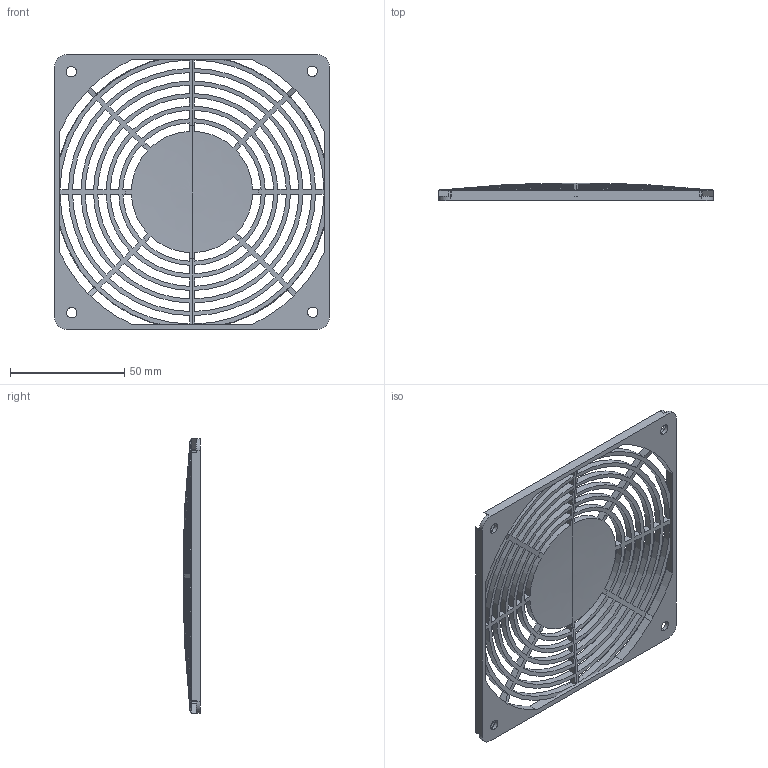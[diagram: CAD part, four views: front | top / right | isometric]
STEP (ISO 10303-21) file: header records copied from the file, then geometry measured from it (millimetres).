
FILE_DESCRIPTION((''),'2;1');
FILE_NAME('WANGZHAO','2018-05-17T',('108918'),(''),'PRO/ENGINEER BY PARAMETRIC TECHNOLOGY CORPORATION, 2013410','PRO/ENGINEER BY PARAMETRIC TECHNOLOGY CORPORATION, 2013410','');
FILE_SCHEMA(('CONFIG_CONTROL_DESIGN'));
Length unit declared in the file: millimetre
Products named in the file (1): WANGZHAO
Bounding box: 120 x 7.32 x 120 mm (x, y, z)
Volume: 26497.3 mm3; surface area: 31390 mm2
Topology: 1 solids, 1 shells, 278 faces, 864 edges, 562 vertices
Faces by surface type: plane 138, cylinder 128, cone 8, bspline 4
Entity records: 10190 total; most frequent: CARTESIAN_POINT 2516, ORIENTED_EDGE 1720, DIRECTION 1452, EDGE_CURVE 860, AXIS2_PLACEMENT_3D 566, VERTEX_POINT 562, EDGE_LOOP 368, VECTOR 320
